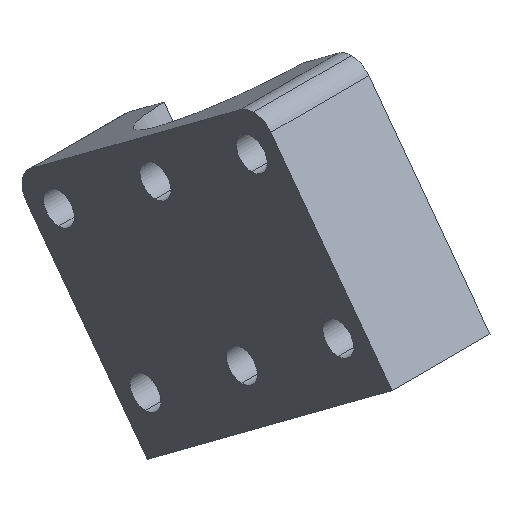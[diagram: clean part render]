
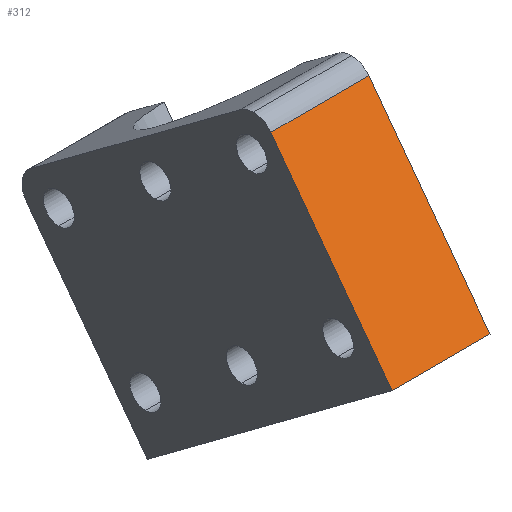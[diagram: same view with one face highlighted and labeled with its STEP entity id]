
A CAD part, isometric view. The second image highlights one B-rep face of the part: STEP entity #312.
In plain terms, the highlighted planar face has unit normal (0, -0.802, 0.597).
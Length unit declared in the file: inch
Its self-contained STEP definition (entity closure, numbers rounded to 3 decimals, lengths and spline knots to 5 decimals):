
#4 = LINE ( 'NONE', #353, #399 ) ;
#47 = DIRECTION ( 'NONE',  ( 0., 0.802, -0.597 ) ) ;
#52 = EDGE_CURVE ( 'NONE', #674, #754, #696, .T. ) ;
#63 = CARTESIAN_POINT ( 'NONE',  ( 0.125, 9.03773, -6.72013 ) ) ;
#73 = LINE ( 'NONE', #227, #623 ) ;
#109 = CARTESIAN_POINT ( 'NONE',  ( 0.6875, 3.16557, -14.61745 ) ) ;
#119 = PLANE ( 'NONE',  #678 ) ;
#127 = ORIENTED_EDGE ( 'NONE', *, *, #890, .F. ) ;
#153 = DIRECTION ( 'NONE',  ( 0., -0.597, -0.802 ) ) ;
#192 = ORIENTED_EDGE ( 'NONE', *, *, #475, .F. ) ;
#218 = CARTESIAN_POINT ( 'NONE',  ( 0.6875, 3.86151, -13.6815 ) ) ;
#219 = DIRECTION ( 'NONE',  ( -1., 0., 0. ) ) ;
#227 = CARTESIAN_POINT ( 'NONE',  ( 1.375, 3.86151, -13.6815 ) ) ;
#312 = ADVANCED_FACE ( 'NONE', ( #607 ), #119, .F. ) ;
#353 = CARTESIAN_POINT ( 'NONE',  ( 1.375, 3.16557, -14.61745 ) ) ;
#370 = EDGE_LOOP ( 'NONE', ( #127, #440, #529, #192 ) ) ;
#399 = VECTOR ( 'NONE', #219, 39.37008 ) ;
#425 = EDGE_CURVE ( 'NONE', #883, #674, #73, .T. ) ;
#440 = ORIENTED_EDGE ( 'NONE', *, *, #425, .T. ) ;
#447 = DIRECTION ( 'NONE',  ( 0., -0.597, -0.802 ) ) ;
#475 = EDGE_CURVE ( 'NONE', #651, #754, #4, .T. ) ;
#483 = VECTOR ( 'NONE', #153, 39.37008 ) ;
#529 = ORIENTED_EDGE ( 'NONE', *, *, #52, .T. ) ;
#532 = VECTOR ( 'NONE', #447, 39.37008 ) ;
#554 = CARTESIAN_POINT ( 'NONE',  ( 0.125, 3.16557, -14.61745 ) ) ;
#571 = DIRECTION ( 'NONE',  ( -1., 0., 0. ) ) ;
#607 = FACE_OUTER_BOUND ( 'NONE', #370, .T. ) ;
#623 = VECTOR ( 'NONE', #571, 39.37008 ) ;
#651 = VERTEX_POINT ( 'NONE', #109 ) ;
#652 = CARTESIAN_POINT ( 'NONE',  ( 0.6875, 3.86151, -13.6815 ) ) ;
#674 = VERTEX_POINT ( 'NONE', #682 ) ;
#677 = CARTESIAN_POINT ( 'NONE',  ( 1.375, 9.03773, -6.72013 ) ) ;
#678 = AXIS2_PLACEMENT_3D ( 'NONE', #677, #47, #822 ) ;
#682 = CARTESIAN_POINT ( 'NONE',  ( 0.125, 3.86151, -13.6815 ) ) ;
#696 = LINE ( 'NONE', #63, #532 ) ;
#754 = VERTEX_POINT ( 'NONE', #554 ) ;
#822 = DIRECTION ( 'NONE',  ( 0., 0.597, 0.802 ) ) ;
#854 = LINE ( 'NONE', #218, #483 ) ;
#883 = VERTEX_POINT ( 'NONE', #652 ) ;
#890 = EDGE_CURVE ( 'NONE', #883, #651, #854, .T. ) ;
